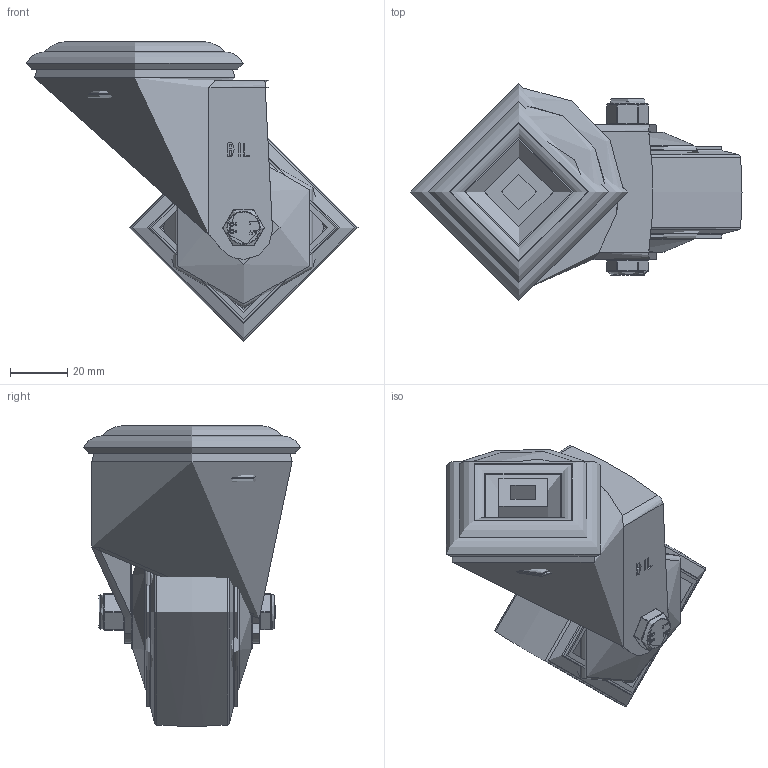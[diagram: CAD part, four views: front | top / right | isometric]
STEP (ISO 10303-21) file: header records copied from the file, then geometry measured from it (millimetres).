
FILE_DESCRIPTION(/* description */ (''),/* implementation_level */ '2;1');
FILE_NAME(/* name */ 'BZMM80STPRBJBH12.step',/* time_stamp */ '2024-09-30T12:29:45+01:00',/* author */ (''),/* organization */ (''),/* preprocessor_version */ 'ST-DEVELOPER v20',/* originating_system */ 'Autodesk Translation Framework v13.20.0.188',/* authorisation */ '');
FILE_SCHEMA (('AUTOMOTIVE_DESIGN { 1 0 10303 214 3 1 1 }'));
Length unit declared in the file: millimetre
Products named in the file (24): BZMM80STPRBJBH12; BZMM80ASBH12 - 42 v1; ZINC PLATED, PRESSED STEEL FORKS; ZINC PLATED, PRESSED STEEL TOP PLATE; BZMM80WSTPRBJM8 v1; 65 SHORE A THERMOPLASTIC RUBBER TYRE; POLYPROPYLENE RIM; BEARING 6202; METAL; METAL2; Pattern; Component1; MIDDLE; RUBBER; RUBBER2; CAP; CAP Geometry; CAP2; HEXBOLTM8X55Z8.8 v2; GRADE 8.8 ZINC PLATED BOLT; NYLOCM8Z v1; NYLOC NUT; NUT; RUBBER (1)
Assembly tree (30 placements, depth 5):
  BZMM80STPRBJBH12
    BZMM80ASBH12 - 42 v1
      ZINC PLATED, PRESSED STEEL FORKS
      ZINC PLATED, PRESSED STEEL TOP PLATE
    BZMM80WSTPRBJM8 v1
      65 SHORE A THERMOPLASTIC RUBBER TYRE
      POLYPROPYLENE RIM
      BEARING 6202
        METAL
        METAL2
        Pattern
          Component1  x8
        MIDDLE
        RUBBER
        RUBBER2
      CAP
        CAP Geometry
        CAP2
    HEXBOLTM8X55Z8.8 v2
      GRADE 8.8 ZINC PLATED BOLT
    NYLOCM8Z v1
      NYLOC NUT
        NUT
        RUBBER (1)
Bounding box: 116 x 76 x 104.95 mm (x, y, z)
Volume: 160749.1 mm3; surface area: 112070.9 mm2
Topology: 22 solids, 22 shells, 739 faces, 1775 edges, 1148 vertices
Faces by surface type: plane 259, cylinder 190, bspline 179, sphere 48, torus 44, cone 19
Full cylindrical faces by diameter (mm): 0.664 x2, 6.446 x7, 7.866 x13, 8 x3, 8.2 x2, 8.5 x2, 8.6 x2, 11.5 x1, 12.1 x1, 12.2 x1, 15 x3, 18 x1, 19.8 x2, 20 x4, 21.313 x1, 22.5 x2, 23 x2, 24 x3, 25.5 x2, 30 x4, 30.5 x2, 31 x4, 32 x1, 32.5 x2, 34.5 x2, 35 x2, 36.5 x2, 38 x1, 39 x2, 40.5 x2
Entity records: 29258 total; most frequent: CARTESIAN_POINT 12499, ORIENTED_EDGE 3464, DIRECTION 3002, EDGE_CURVE 1732, AXIS2_PLACEMENT_3D 1150, VERTEX_POINT 1134, EDGE_LOOP 882, FACE_OUTER_BOUND 732
